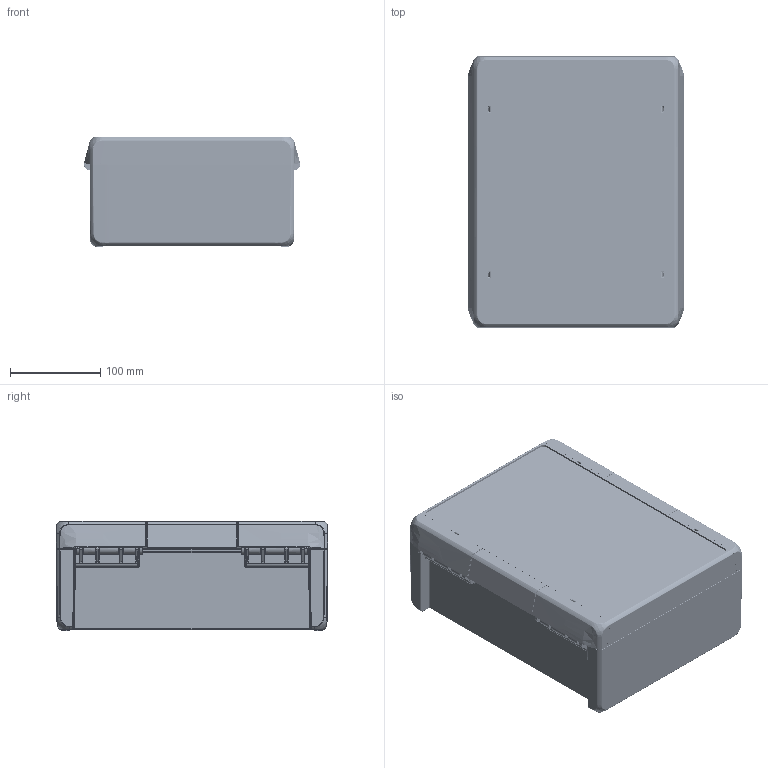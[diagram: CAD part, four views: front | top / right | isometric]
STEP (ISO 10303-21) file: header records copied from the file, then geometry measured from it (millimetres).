
FILE_DESCRIPTION(/* description */ (''),/* implementation_level */ '2;1');
FILE_NAME(/* name */ '2503854_3D.stp',/* time_stamp */ '2016-01-21T16:41:58+01:00',/* author */ ('Watermann'),/* organization */ (''),/* preprocessor_version */ 'ST-DEVELOPER v16.1',/* originating_system */ 'Autodesk Inventor 2016',/* authorisation */ '');
FILE_SCHEMA (('AUTOMOTIVE_DESIGN { 1 0 10303 214 3 1 1 }'));
Products named in the file (7): 1011008_3D; 1011005_3D; 1011006_3D; 1010620_3D; 1010619_3D; SHR Z KA30x18x10 WN 1412 oG_3Dsym; 2503854_3D
Assembly tree (12 placements, depth 2):
  2503854_3D
    1011008_3D
    1011005_3D
    1011006_3D  x2
    1010620_3D  x2
    1010619_3D  x2
    SHR Z KA30x18x10 WN 1412 oG_3Dsym  x4
Bounding box: 239 x 300 x 121 mm (x, y, z)
Volume: 1259594.3 mm3; surface area: 643971.8 mm2
Topology: 12 solids, 12 shells, 6058 faces, 15194 edges, 9322 vertices
Faces by surface type: cylinder 2038, plane 1989, bspline 1266, cone 331, sphere 220, torus 214
Full cylindrical faces by diameter (mm): 2.5 x4, 3 x4, 3.2 x4, 5.25 x4, 5.3 x4, 6 x16
Entity records: 273840 total; most frequent: CARTESIAN_POINT 165307, ORIENTED_EDGE 22896, DIRECTION 22264, EDGE_CURVE 11448, AXIS2_PLACEMENT_3D 8483, VERTEX_POINT 7108, LINE 5298, VECTOR 5298
